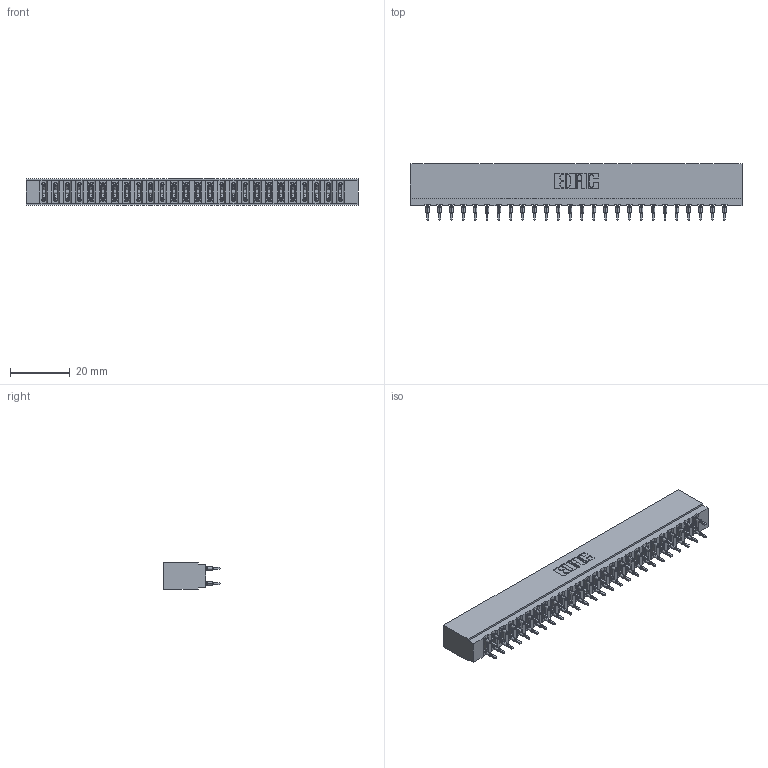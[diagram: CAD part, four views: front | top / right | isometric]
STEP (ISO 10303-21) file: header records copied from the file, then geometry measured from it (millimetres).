
FILE_DESCRIPTION (( 'STEP AP203' ), '1' );
FILE_NAME ('717-052-525-201.STEP', '2026-02-20T18:18:15', ( '' ), ( '' ), 'SwSTEP 2.0', 'SolidWorks 2023', '' );
FILE_SCHEMA (( 'CONFIG_CONTROL_DESIGN' ));
Length unit declared in the file: millimetre
Products named in the file (3): 717 Part_Insulator Option - 06; 745-292-001_525; 717-052-525-201
Assembly tree (53 placements, depth 2):
  717-052-525-201
    717 Part_Insulator Option - 06
    745-292-001_525  x52
Bounding box: 110.9 x 18.78 x 8.89 mm (x, y, z)
Volume: 9660.8 mm3; surface area: 14506.5 mm2
Topology: 53 solids, 53 shells, 4774 faces, 12835 edges, 8070 vertices
Faces by surface type: plane 2472, bspline 1040, cylinder 950, torus 312
Entity records: 46745 total; most frequent: CARTESIAN_POINT 8621, ORIENTED_EDGE 8024, DIRECTION 7020, EDGE_CURVE 4012, LINE 3674, VECTOR 3674, VERTEX_POINT 2562, AXIS2_PLACEMENT_3D 1673
